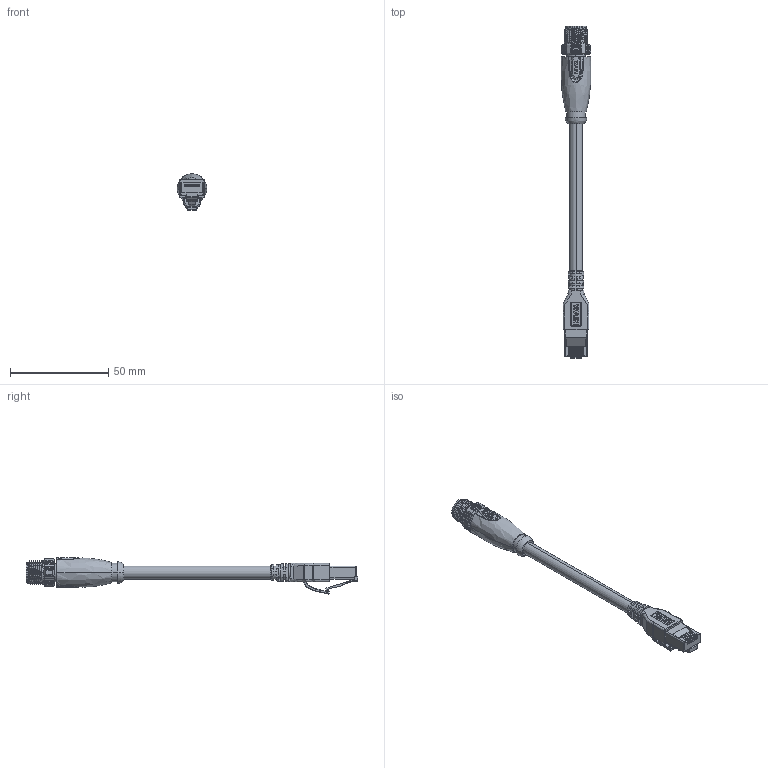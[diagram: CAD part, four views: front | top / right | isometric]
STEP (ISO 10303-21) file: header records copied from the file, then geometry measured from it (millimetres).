
FILE_DESCRIPTION((''),'2;1');
FILE_NAME('PRT0003','2024-01-17T',('lian.chen'),(''),'PRO/ENGINEER BY PARAMETRIC TECHNOLOGY CORPORATION, 2012480','PRO/ENGINEER BY PARAMETRIC TECHNOLOGY CORPORATION, 2012480','');
FILE_SCHEMA(('CONFIG_CONTROL_DESIGN'));
Length unit declared in the file: millimetre
Products named in the file (1): PRT0003
Bounding box: 15.2 x 169 x 18.44 mm (x, y, z)
Volume: 12506.8 mm3; surface area: 7703.3 mm2
Topology: 1 solids, 7 shells, 818 faces, 2370 edges, 1583 vertices
Faces by surface type: plane 400, cylinder 239, bspline 111, torus 24, cone 18, sphere 14, extrusion 7, revolution 5
Entity records: 37133 total; most frequent: CARTESIAN_POINT 17070, ORIENTED_EDGE 4692, DIRECTION 3449, EDGE_CURVE 2346, VERTEX_POINT 1581, AXIS2_PLACEMENT_3D 1161, VECTOR 1122, LINE 1115
